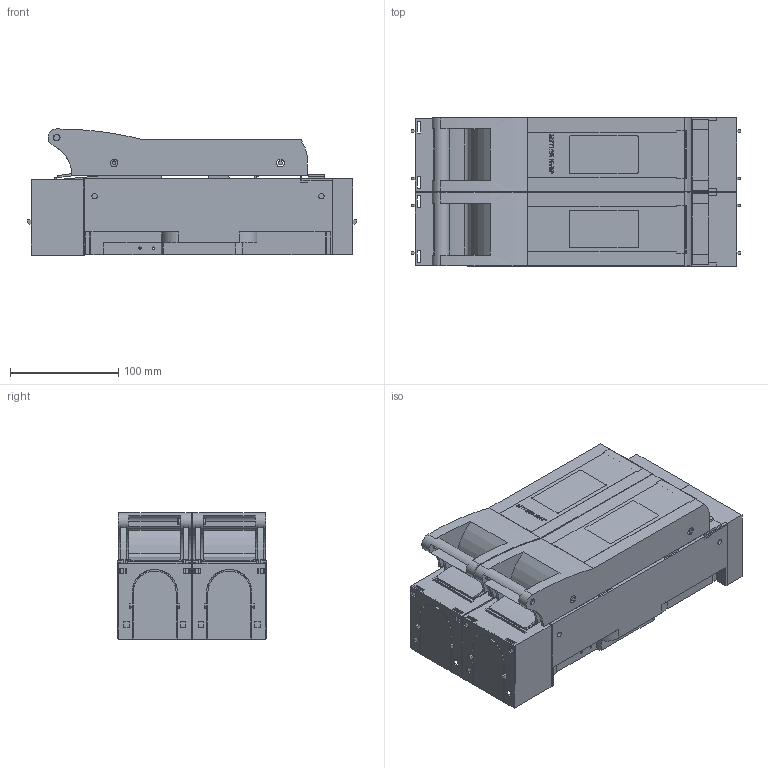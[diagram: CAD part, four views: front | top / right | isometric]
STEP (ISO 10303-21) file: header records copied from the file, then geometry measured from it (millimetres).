
FILE_DESCRIPTION(('CATIA V5 STEP'),'2;1');
FILE_NAME('T100112000_L_NH-Sicherungslasttrennschalter-KETO-1-2_F.stp','2017-02-20T15:21:46+00:00',('none'),('Jean Müller GmbH'),'CATIA Version 5 Release 19 SP 9 (IN-10)','CATIA V5 STEP AP214','none');
FILE_SCHEMA(('AUTOMOTIVE_DESIGN { 1 0 10303 214 1 1 1 1 }'));
Length unit declared in the file: millimetre
Products named in the file (15): T100112000_L_NH-Sicherungslasttrennschalter KETO-1-2/F; 158634_L_Anschlusslasche Gr1; 34221_L01_Schutzabdeckung oben Gr1_1-polig; 34201_L_Frontplatte Gr1_1-polig; 34222_L_Schutzabdeckung unten Gr1_1-polig; 34208_L01_Scheibe Gr1; 34208_L_Scheibe Gr.1; 68369_Zylinderstift ISO 8734 - 6x26 - A - St; 31916_Verbindungsclip; 68366_Zylinderstift ISO 8734 - 5x22 - A - St; 85916_Rastniet; 34220_L02_Gehaeuse Gr.1_1-polig; 66113_Sechskantmutter DIN934_M10; 65746_Sechskantschraube M10x25; 66903_Spannscheibe DIN6796 -10
Assembly tree (35 placements, depth 2):
  T100112000_L_NH-Sicherungslasttrennschalter KETO-1-2/F
    158634_L_Anschlusslasche Gr1  x4
    34221_L01_Schutzabdeckung oben Gr1_1-polig  x2
    34201_L_Frontplatte Gr1_1-polig  x2
    34222_L_Schutzabdeckung unten Gr1_1-polig  x2
    34208_L01_Scheibe Gr1
    34208_L_Scheibe Gr.1
    68369_Zylinderstift ISO 8734 - 6x26 - A - St
    31916_Verbindungsclip  x2
    68366_Zylinderstift ISO 8734 - 5x22 - A - St  x2
    85916_Rastniet  x4
    34220_L02_Gehaeuse Gr.1_1-polig  x2
    66113_Sechskantmutter DIN934_M10  x4
    65746_Sechskantschraube M10x25  x4
    66903_Spannscheibe DIN6796 -10  x4
Bounding box: 304.65 x 137.5 x 116.8 mm (x, y, z)
Volume: 1581798.4 mm3; surface area: 656722.4 mm2
Topology: 35 solids, 35 shells, 2802 faces, 8074 edges, 5248 vertices
Faces by surface type: plane 2186, cylinder 404, cone 148, torus 32, sphere 16, extrusion 8, bspline 8
Entity records: 41341 total; most frequent: CARTESIAN_POINT 8169, ORIENTED_EDGE 7594, DIRECTION 5492, EDGE_CURVE 3797, VECTOR 3112, LINE 3108, VERTEX_POINT 2502, AXIS2_PLACEMENT_3D 1455
